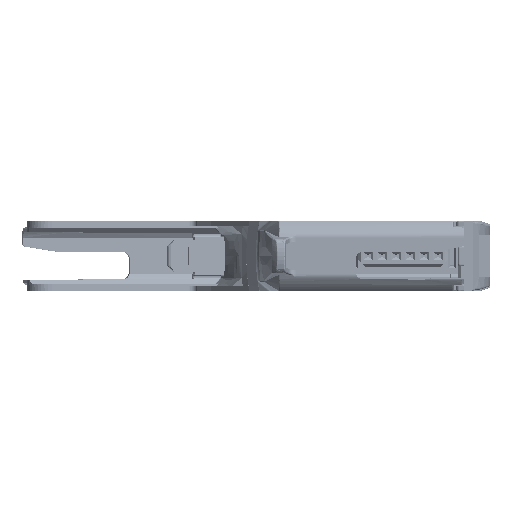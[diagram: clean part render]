
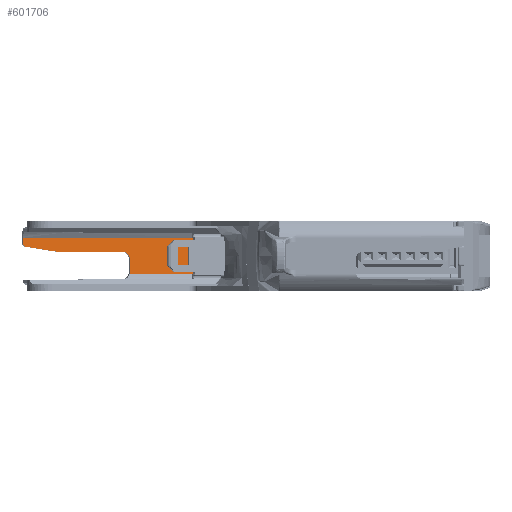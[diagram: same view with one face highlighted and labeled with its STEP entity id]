
A CAD part, left-side view. The second image highlights one B-rep face of the part: STEP entity #601706.
In plain terms, the highlighted planar face has unit normal (0.985, 0.174, 0).
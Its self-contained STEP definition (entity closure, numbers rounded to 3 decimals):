
#601550=AXIS2_PLACEMENT_3D('Plane Axis2P3D',#601547,#601548,#601549) ;
#601617=AXIS2_PLACEMENT_3D('Circle Axis2P3D',#601615,#601616,$) ;
#601631=AXIS2_PLACEMENT_3D('Circle Axis2P3D',#601629,#601630,$) ;
#601547=CARTESIAN_POINT('Axis2P3D Location',(109.829,50.633,-2.604)) ;
#601553=CARTESIAN_POINT('Control Point',(114.395,24.734,2.125)) ;
#601554=CARTESIAN_POINT('Control Point',(114.39,24.766,2.22)) ;
#601555=CARTESIAN_POINT('Control Point',(114.384,24.797,2.316)) ;
#601556=CARTESIAN_POINT('Control Point',(114.379,24.829,2.412)) ;
#601557=CARTESIAN_POINT('Control Point',(114.373,24.86,2.508)) ;
#601558=CARTESIAN_POINT('Control Point',(114.368,24.891,2.604)) ;
#601559=CARTESIAN_POINT('Vertex',(114.395,24.734,2.125)) ;
#601561=CARTESIAN_POINT('Vertex',(114.368,24.891,2.604)) ;
#601564=CARTESIAN_POINT('Line Origine',(114.496,24.165,2.125)) ;
#601568=CARTESIAN_POINT('Vertex',(114.596,23.596,2.125)) ;
#601572=CARTESIAN_POINT('Control Point',(114.612,23.505,0.)) ;
#601573=CARTESIAN_POINT('Control Point',(114.612,23.505,0.425)) ;
#601574=CARTESIAN_POINT('Control Point',(114.61,23.514,0.851)) ;
#601575=CARTESIAN_POINT('Control Point',(114.607,23.532,1.276)) ;
#601576=CARTESIAN_POINT('Control Point',(114.602,23.559,1.701)) ;
#601577=CARTESIAN_POINT('Control Point',(114.596,23.596,2.125)) ;
#601578=CARTESIAN_POINT('Vertex',(114.612,23.505,0.)) ;
#601582=CARTESIAN_POINT('Control Point',(114.596,23.596,-2.125)) ;
#601583=CARTESIAN_POINT('Control Point',(114.602,23.559,-1.701)) ;
#601584=CARTESIAN_POINT('Control Point',(114.607,23.532,-1.276)) ;
#601585=CARTESIAN_POINT('Control Point',(114.61,23.514,-0.851)) ;
#601586=CARTESIAN_POINT('Control Point',(114.612,23.505,-0.425)) ;
#601587=CARTESIAN_POINT('Control Point',(114.612,23.505,0.)) ;
#601588=CARTESIAN_POINT('Vertex',(114.596,23.596,-2.125)) ;
#601591=CARTESIAN_POINT('Line Origine',(114.496,24.165,-2.125)) ;
#601595=CARTESIAN_POINT('Vertex',(114.395,24.734,-2.125)) ;
#601599=CARTESIAN_POINT('Control Point',(114.368,24.891,-2.604)) ;
#601600=CARTESIAN_POINT('Control Point',(114.373,24.86,-2.508)) ;
#601601=CARTESIAN_POINT('Control Point',(114.379,24.829,-2.412)) ;
#601602=CARTESIAN_POINT('Control Point',(114.384,24.797,-2.316)) ;
#601603=CARTESIAN_POINT('Control Point',(114.39,24.766,-2.22)) ;
#601604=CARTESIAN_POINT('Control Point',(114.395,24.734,-2.125)) ;
#601605=CARTESIAN_POINT('Vertex',(114.368,24.891,-2.604)) ;
#601608=CARTESIAN_POINT('Line Origine',(113.44,30.152,-2.604)) ;
#601612=CARTESIAN_POINT('Vertex',(112.512,35.414,-2.604)) ;
#601615=CARTESIAN_POINT('Axis2P3D Location',(112.346,36.354,-2.305)) ;
#601619=CARTESIAN_POINT('Vertex',(112.52,35.369,-2.305)) ;
#601622=CARTESIAN_POINT('Line Origine',(112.52,35.369,-1.352)) ;
#601626=CARTESIAN_POINT('Vertex',(112.52,35.369,-0.4)) ;
#601629=CARTESIAN_POINT('Axis2P3D Location',(112.346,36.354,-0.4)) ;
#601633=CARTESIAN_POINT('Vertex',(112.346,36.354,0.6)) ;
#601636=CARTESIAN_POINT('Line Origine',(111.525,41.012,0.6)) ;
#601640=CARTESIAN_POINT('Vertex',(110.704,45.67,0.6)) ;
#601644=CARTESIAN_POINT('Control Point',(110.69,45.748,0.606)) ;
#601645=CARTESIAN_POINT('Control Point',(110.693,45.732,0.604)) ;
#601646=CARTESIAN_POINT('Control Point',(110.695,45.717,0.602)) ;
#601647=CARTESIAN_POINT('Control Point',(110.698,45.701,0.601)) ;
#601648=CARTESIAN_POINT('Control Point',(110.701,45.686,0.6)) ;
#601649=CARTESIAN_POINT('Control Point',(110.704,45.67,0.6)) ;
#601650=CARTESIAN_POINT('Vertex',(110.69,45.748,0.606)) ;
#601653=CARTESIAN_POINT('Line Origine',(110.296,47.983,0.969)) ;
#601657=CARTESIAN_POINT('Vertex',(109.902,50.219,1.333)) ;
#601661=CARTESIAN_POINT('Control Point',(109.829,50.633,1.826)) ;
#601662=CARTESIAN_POINT('Control Point',(109.829,50.633,1.77)) ;
#601663=CARTESIAN_POINT('Control Point',(109.83,50.625,1.713)) ;
#601664=CARTESIAN_POINT('Control Point',(109.833,50.61,1.658)) ;
#601665=CARTESIAN_POINT('Control Point',(109.841,50.563,1.555)) ;
#601666=CARTESIAN_POINT('Control Point',(109.854,50.491,1.468)) ;
#601667=CARTESIAN_POINT('Control Point',(109.861,50.449,1.43)) ;
#601668=CARTESIAN_POINT('Control Point',(109.873,50.378,1.383)) ;
#601669=CARTESIAN_POINT('Control Point',(109.887,50.3,1.352)) ;
#601670=CARTESIAN_POINT('Control Point',(109.892,50.273,1.344)) ;
#601671=CARTESIAN_POINT('Control Point',(109.897,50.246,1.337)) ;
#601672=CARTESIAN_POINT('Control Point',(109.902,50.219,1.333)) ;
#601673=CARTESIAN_POINT('Vertex',(109.829,50.633,1.826)) ;
#601676=CARTESIAN_POINT('Line Origine',(109.829,50.633,2.215)) ;
#601680=CARTESIAN_POINT('Vertex',(109.829,50.633,2.604)) ;
#601683=CARTESIAN_POINT('Line Origine',(112.098,37.762,2.604)) ;
#601548=DIRECTION('Axis2P3D Direction',(0.985,0.174,0.)) ;
#601549=DIRECTION('Axis2P3D XDirection',(0.174,-0.985,0.)) ;
#601565=DIRECTION('Vector Direction',(-0.174,0.985,0.)) ;
#601592=DIRECTION('Vector Direction',(0.174,-0.985,0.)) ;
#601609=DIRECTION('Vector Direction',(0.174,-0.985,0.)) ;
#601616=DIRECTION('Axis2P3D Direction',(0.985,0.174,0.)) ;
#601623=DIRECTION('Vector Direction',(0.,0.,-1.)) ;
#601630=DIRECTION('Axis2P3D Direction',(0.985,0.174,0.)) ;
#601637=DIRECTION('Vector Direction',(0.174,-0.985,0.)) ;
#601654=DIRECTION('Vector Direction',(0.171,-0.972,-0.158)) ;
#601677=DIRECTION('Vector Direction',(0.,0.,-1.)) ;
#601684=DIRECTION('Vector Direction',(-0.174,0.985,0.)) ;
#601566=VECTOR('Line Direction',#601565,1.) ;
#601593=VECTOR('Line Direction',#601592,1.) ;
#601610=VECTOR('Line Direction',#601609,1.) ;
#601624=VECTOR('Line Direction',#601623,1.) ;
#601638=VECTOR('Line Direction',#601637,1.) ;
#601655=VECTOR('Line Direction',#601654,1.) ;
#601678=VECTOR('Line Direction',#601677,1.) ;
#601685=VECTOR('Line Direction',#601684,1.) ;
#601689=ORIENTED_EDGE('',*,*,#601563,.F.) ;
#601690=ORIENTED_EDGE('',*,*,#601570,.F.) ;
#601691=ORIENTED_EDGE('',*,*,#601580,.F.) ;
#601692=ORIENTED_EDGE('',*,*,#601590,.F.) ;
#601693=ORIENTED_EDGE('',*,*,#601597,.F.) ;
#601694=ORIENTED_EDGE('',*,*,#601607,.F.) ;
#601695=ORIENTED_EDGE('',*,*,#601614,.F.) ;
#601696=ORIENTED_EDGE('',*,*,#601621,.F.) ;
#601697=ORIENTED_EDGE('',*,*,#601628,.F.) ;
#601698=ORIENTED_EDGE('',*,*,#601635,.F.) ;
#601699=ORIENTED_EDGE('',*,*,#601642,.F.) ;
#601700=ORIENTED_EDGE('',*,*,#601652,.F.) ;
#601701=ORIENTED_EDGE('',*,*,#601659,.F.) ;
#601702=ORIENTED_EDGE('',*,*,#601675,.F.) ;
#601703=ORIENTED_EDGE('',*,*,#601682,.F.) ;
#601704=ORIENTED_EDGE('',*,*,#601687,.F.) ;
#601706=ADVANCED_FACE('NONE',(#601705),#601551,.T.) ;
#601552=B_SPLINE_CURVE_WITH_KNOTS('',5,(#601553,#601554,#601555,#601556,#601557,#601558),.UNSPECIFIED.,.F.,.U.,(6,6),(0.,0.714),.UNSPECIFIED.) ;
#601571=B_SPLINE_CURVE_WITH_KNOTS('',5,(#601572,#601573,#601574,#601575,#601576,#601577),.UNSPECIFIED.,.F.,.U.,(6,6),(0.,3.008),.UNSPECIFIED.) ;
#601581=B_SPLINE_CURVE_WITH_KNOTS('',5,(#601582,#601583,#601584,#601585,#601586,#601587),.UNSPECIFIED.,.F.,.U.,(6,6),(0.,3.008),.UNSPECIFIED.) ;
#601598=B_SPLINE_CURVE_WITH_KNOTS('',5,(#601599,#601600,#601601,#601602,#601603,#601604),.UNSPECIFIED.,.F.,.U.,(6,6),(0.,0.714),.UNSPECIFIED.) ;
#601643=B_SPLINE_CURVE_WITH_KNOTS('',5,(#601644,#601645,#601646,#601647,#601648,#601649),.UNSPECIFIED.,.F.,.U.,(6,6),(0.,0.112),.UNSPECIFIED.) ;
#601660=B_SPLINE_CURVE_WITH_KNOTS('',5,(#601661,#601662,#601663,#601664,#601665,#601666,#601667,#601668,#601669,#601670,#601671,#601672),.UNSPECIFIED.,.F.,.U.,(6,3,3,6),(0.,0.4,0.801,1.001),.UNSPECIFIED.) ;
#601618=CIRCLE('generated circle',#601617,1.) ;
#601632=CIRCLE('generated circle',#601631,1.) ;
#601563=EDGE_CURVE('',#601560,#601562,#601552,.T.) ;
#601570=EDGE_CURVE('',#601569,#601560,#601567,.T.) ;
#601580=EDGE_CURVE('',#601579,#601569,#601571,.T.) ;
#601590=EDGE_CURVE('',#601589,#601579,#601581,.T.) ;
#601597=EDGE_CURVE('',#601596,#601589,#601594,.T.) ;
#601607=EDGE_CURVE('',#601606,#601596,#601598,.T.) ;
#601614=EDGE_CURVE('',#601613,#601606,#601611,.T.) ;
#601621=EDGE_CURVE('',#601620,#601613,#601618,.T.) ;
#601628=EDGE_CURVE('',#601627,#601620,#601625,.T.) ;
#601635=EDGE_CURVE('',#601634,#601627,#601632,.T.) ;
#601642=EDGE_CURVE('',#601641,#601634,#601639,.T.) ;
#601652=EDGE_CURVE('',#601651,#601641,#601643,.T.) ;
#601659=EDGE_CURVE('',#601658,#601651,#601656,.T.) ;
#601675=EDGE_CURVE('',#601674,#601658,#601660,.T.) ;
#601682=EDGE_CURVE('',#601681,#601674,#601679,.T.) ;
#601687=EDGE_CURVE('',#601562,#601681,#601686,.T.) ;
#601688=EDGE_LOOP('',(#601689,#601690,#601691,#601692,#601693,#601694,#601695,#601696,#601697,#601698,#601699,#601700,#601701,#601702,#601703,#601704)) ;
#601705=FACE_OUTER_BOUND('',#601688,.T.) ;
#601567=LINE('Line',#601564,#601566) ;
#601594=LINE('Line',#601591,#601593) ;
#601611=LINE('Line',#601608,#601610) ;
#601625=LINE('Line',#601622,#601624) ;
#601639=LINE('Line',#601636,#601638) ;
#601656=LINE('Line',#601653,#601655) ;
#601679=LINE('Line',#601676,#601678) ;
#601686=LINE('Line',#601683,#601685) ;
#601551=PLANE('Plane',#601550) ;
#601560=VERTEX_POINT('',#601559) ;
#601562=VERTEX_POINT('',#601561) ;
#601569=VERTEX_POINT('',#601568) ;
#601579=VERTEX_POINT('',#601578) ;
#601589=VERTEX_POINT('',#601588) ;
#601596=VERTEX_POINT('',#601595) ;
#601606=VERTEX_POINT('',#601605) ;
#601613=VERTEX_POINT('',#601612) ;
#601620=VERTEX_POINT('',#601619) ;
#601627=VERTEX_POINT('',#601626) ;
#601634=VERTEX_POINT('',#601633) ;
#601641=VERTEX_POINT('',#601640) ;
#601651=VERTEX_POINT('',#601650) ;
#601658=VERTEX_POINT('',#601657) ;
#601674=VERTEX_POINT('',#601673) ;
#601681=VERTEX_POINT('',#601680) ;
